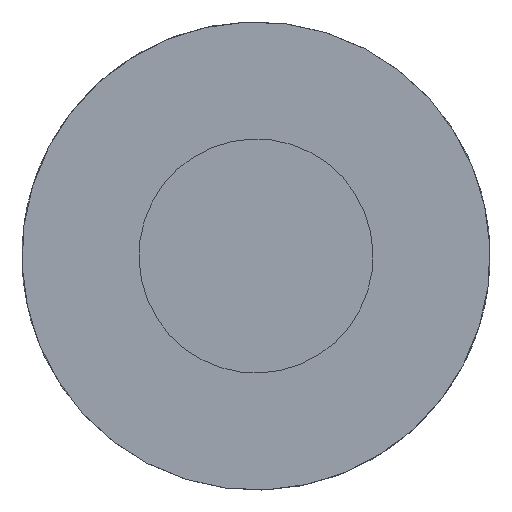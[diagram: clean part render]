
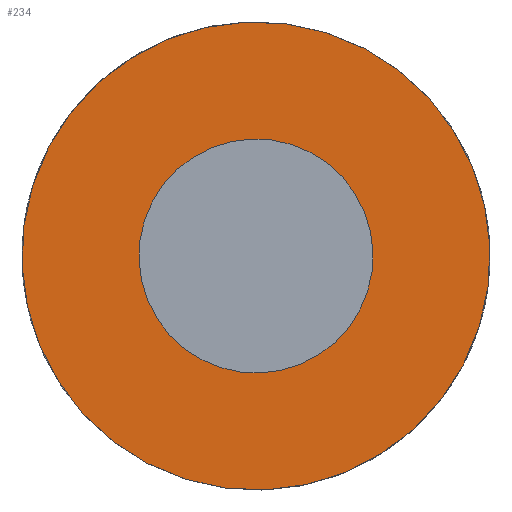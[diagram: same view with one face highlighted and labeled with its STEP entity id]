
A CAD part, front view. The second image highlights one B-rep face of the part: STEP entity #234.
In plain terms, the highlighted planar face has unit normal (0, -1, 0).
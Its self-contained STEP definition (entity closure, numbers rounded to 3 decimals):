
#18=FACE_BOUND('',#62,.T.);
#30=PLANE('',#276);
#44=FACE_OUTER_BOUND('',#61,.T.);
#61=EDGE_LOOP('',(#214));
#62=EDGE_LOOP('',(#215));
#98=CIRCLE('',#256,40.);
#105=CIRCLE('',#275,20.);
#110=VERTEX_POINT('',#365);
#125=VERTEX_POINT('',#412);
#131=EDGE_CURVE('',#110,#110,#98,.T.);
#154=EDGE_CURVE('',#125,#125,#105,.T.);
#214=ORIENTED_EDGE('',*,*,#131,.T.);
#215=ORIENTED_EDGE('',*,*,#154,.T.);
#234=ADVANCED_FACE('',(#44,#18),#30,.T.);
#256=AXIS2_PLACEMENT_3D('',#366,#295,#296);
#275=AXIS2_PLACEMENT_3D('',#413,#346,#347);
#276=AXIS2_PLACEMENT_3D('',#415,#349,#350);
#295=DIRECTION('center_axis',(0.,-1.,0.));
#296=DIRECTION('ref_axis',(0.954,0.,-0.3));
#346=DIRECTION('center_axis',(0.,1.,0.));
#347=DIRECTION('ref_axis',(-0.954,0.,0.3));
#349=DIRECTION('center_axis',(0.,-1.,0.));
#350=DIRECTION('ref_axis',(-0.954,0.,0.3));
#365=CARTESIAN_POINT('',(-38.153,-27.924,-287.984));
#366=CARTESIAN_POINT('Origin',(0.,-27.924,-300.));
#412=CARTESIAN_POINT('',(19.076,-27.924,-306.008));
#413=CARTESIAN_POINT('Origin',(0.,-27.924,-300.));
#415=CARTESIAN_POINT('Origin',(0.,-27.924,-300.));
